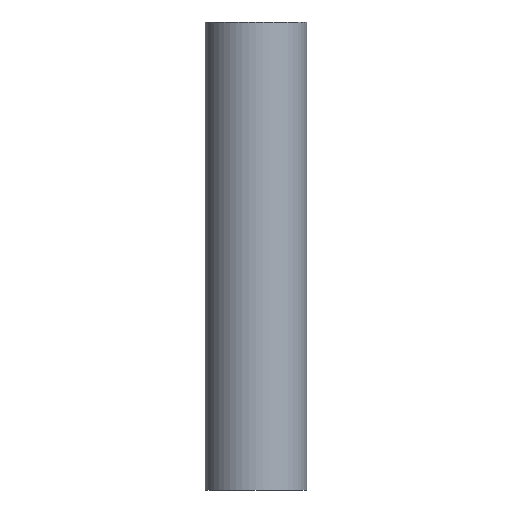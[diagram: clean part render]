
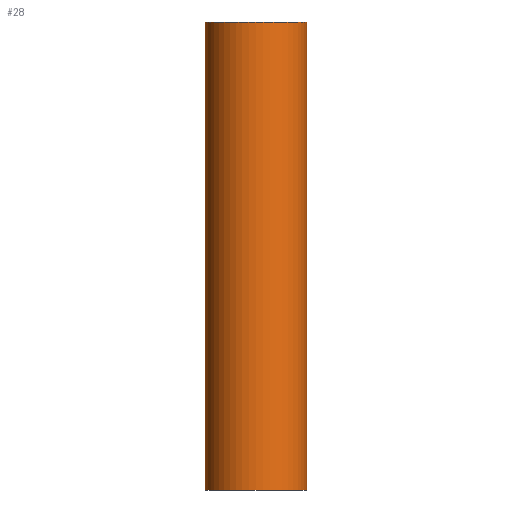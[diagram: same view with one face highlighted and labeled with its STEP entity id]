
A CAD part, front view. The second image highlights one B-rep face of the part: STEP entity #28.
In plain terms, the highlighted cylindrical face has radius 6 mm (diameter 12 mm), a partial arc.
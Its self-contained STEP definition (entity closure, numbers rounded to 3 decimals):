
#28 = ADVANCED_FACE('',(#29),#44,.T.);
#29 = FACE_BOUND('',#30,.F.);
#30 = EDGE_LOOP('',(#31,#67,#95,#124));
#31 = ORIENTED_EDGE('',*,*,#32,.F.);
#32 = EDGE_CURVE('',#33,#35,#37,.T.);
#33 = VERTEX_POINT('',#34);
#34 = CARTESIAN_POINT('',(-0.9,-6.125,1.8));
#35 = VERTEX_POINT('',#36);
#36 = CARTESIAN_POINT('',(0.9,-6.125,1.8));
#37 = SURFACE_CURVE('',#38,(#43,#55),.PCURVE_S1.);
#38 = CIRCLE('',#39,6.);
#39 = AXIS2_PLACEMENT_3D('',#40,#41,#42);
#40 = CARTESIAN_POINT('',(0.,-12.057,1.8));
#41 = DIRECTION('',(0.,0.,1.));
#42 = DIRECTION('',(-1.,0.,0.));
#43 = PCURVE('',#44,#49);
#44 = CYLINDRICAL_SURFACE('',#45,6.);
#45 = AXIS2_PLACEMENT_3D('',#46,#47,#48);
#46 = CARTESIAN_POINT('',(0.,-12.057,1.8));
#47 = DIRECTION('',(0.,0.,-1.));
#48 = DIRECTION('',(-1.,0.,0.));
#49 = DEFINITIONAL_REPRESENTATION('',(#50),#54);
#50 = LINE('',#51,#52);
#51 = CARTESIAN_POINT('',(-0.,0.));
#52 = VECTOR('',#53,1.);
#53 = DIRECTION('',(-1.,0.));
#54 = ( GEOMETRIC_REPRESENTATION_CONTEXT(2) 
PARAMETRIC_REPRESENTATION_CONTEXT() REPRESENTATION_CONTEXT('2D SPACE',''
  ) );
#55 = PCURVE('',#56,#61);
#56 = PLANE('',#57);
#57 = AXIS2_PLACEMENT_3D('',#58,#59,#60);
#58 = CARTESIAN_POINT('',(0.,-9.634,1.8));
#59 = DIRECTION('',(0.,0.,1.));
#60 = DIRECTION('',(-1.,0.,0.));
#61 = DEFINITIONAL_REPRESENTATION('',(#62),#66);
#62 = CIRCLE('',#63,6.);
#63 = AXIS2_PLACEMENT_2D('',#64,#65);
#64 = CARTESIAN_POINT('',(0.,2.424));
#65 = DIRECTION('',(1.,0.));
#66 = ( GEOMETRIC_REPRESENTATION_CONTEXT(2) 
PARAMETRIC_REPRESENTATION_CONTEXT() REPRESENTATION_CONTEXT('2D SPACE',''
  ) );
#67 = ORIENTED_EDGE('',*,*,#68,.F.);
#68 = EDGE_CURVE('',#69,#35,#71,.T.);
#69 = VERTEX_POINT('',#70);
#70 = CARTESIAN_POINT('',(0.9,-6.125,56.8));
#71 = SURFACE_CURVE('',#72,(#76,#83),.PCURVE_S1.);
#72 = LINE('',#73,#74);
#73 = CARTESIAN_POINT('',(0.9,-6.125,56.8));
#74 = VECTOR('',#75,1.);
#75 = DIRECTION('',(0.,0.,-1.));
#76 = PCURVE('',#44,#77);
#77 = DEFINITIONAL_REPRESENTATION('',(#78),#82);
#78 = LINE('',#79,#80);
#79 = CARTESIAN_POINT('',(-4.562,-55.));
#80 = VECTOR('',#81,1.);
#81 = DIRECTION('',(-0.,1.));
#82 = ( GEOMETRIC_REPRESENTATION_CONTEXT(2) 
PARAMETRIC_REPRESENTATION_CONTEXT() REPRESENTATION_CONTEXT('2D SPACE',''
  ) );
#83 = PCURVE('',#84,#89);
#84 = CYLINDRICAL_SURFACE('',#85,1.);
#85 = AXIS2_PLACEMENT_3D('',#86,#87,#88);
#86 = CARTESIAN_POINT('',(0.75,-7.114,56.8));
#87 = DIRECTION('',(0.,0.,-1.));
#88 = DIRECTION('',(0.15,0.989,0.));
#89 = DEFINITIONAL_REPRESENTATION('',(#90),#94);
#90 = LINE('',#91,#92);
#91 = CARTESIAN_POINT('',(0.,0.));
#92 = VECTOR('',#93,1.);
#93 = DIRECTION('',(0.,1.));
#94 = ( GEOMETRIC_REPRESENTATION_CONTEXT(2) 
PARAMETRIC_REPRESENTATION_CONTEXT() REPRESENTATION_CONTEXT('2D SPACE',''
  ) );
#95 = ORIENTED_EDGE('',*,*,#96,.T.);
#96 = EDGE_CURVE('',#97,#69,#99,.T.);
#97 = VERTEX_POINT('',#98);
#98 = CARTESIAN_POINT('',(-0.9,-6.125,56.8));
#99 = SURFACE_CURVE('',#100,(#105,#112),.PCURVE_S1.);
#100 = CIRCLE('',#101,6.);
#101 = AXIS2_PLACEMENT_3D('',#102,#103,#104);
#102 = CARTESIAN_POINT('',(0.,-12.057,56.8));
#103 = DIRECTION('',(0.,0.,1.));
#104 = DIRECTION('',(-1.,0.,0.));
#105 = PCURVE('',#44,#106);
#106 = DEFINITIONAL_REPRESENTATION('',(#107),#111);
#107 = LINE('',#108,#109);
#108 = CARTESIAN_POINT('',(-0.,-55.));
#109 = VECTOR('',#110,1.);
#110 = DIRECTION('',(-1.,0.));
#111 = ( GEOMETRIC_REPRESENTATION_CONTEXT(2) 
PARAMETRIC_REPRESENTATION_CONTEXT() REPRESENTATION_CONTEXT('2D SPACE',''
  ) );
#112 = PCURVE('',#113,#118);
#113 = PLANE('',#114);
#114 = AXIS2_PLACEMENT_3D('',#115,#116,#117);
#115 = CARTESIAN_POINT('',(0.,-9.634,56.8));
#116 = DIRECTION('',(0.,0.,1.));
#117 = DIRECTION('',(-1.,0.,0.));
#118 = DEFINITIONAL_REPRESENTATION('',(#119),#123);
#119 = CIRCLE('',#120,6.);
#120 = AXIS2_PLACEMENT_2D('',#121,#122);
#121 = CARTESIAN_POINT('',(0.,2.424));
#122 = DIRECTION('',(1.,0.));
#123 = ( GEOMETRIC_REPRESENTATION_CONTEXT(2) 
PARAMETRIC_REPRESENTATION_CONTEXT() REPRESENTATION_CONTEXT('2D SPACE',''
  ) );
#124 = ORIENTED_EDGE('',*,*,#125,.T.);
#125 = EDGE_CURVE('',#97,#33,#126,.T.);
#126 = SURFACE_CURVE('',#127,(#131,#138),.PCURVE_S1.);
#127 = LINE('',#128,#129);
#128 = CARTESIAN_POINT('',(-0.9,-6.125,56.8));
#129 = VECTOR('',#130,1.);
#130 = DIRECTION('',(0.,0.,-1.));
#131 = PCURVE('',#44,#132);
#132 = DEFINITIONAL_REPRESENTATION('',(#133),#137);
#133 = LINE('',#134,#135);
#134 = CARTESIAN_POINT('',(-4.863,-55.));
#135 = VECTOR('',#136,1.);
#136 = DIRECTION('',(-0.,1.));
#137 = ( GEOMETRIC_REPRESENTATION_CONTEXT(2) 
PARAMETRIC_REPRESENTATION_CONTEXT() REPRESENTATION_CONTEXT('2D SPACE',''
  ) );
#138 = PCURVE('',#139,#144);
#139 = CYLINDRICAL_SURFACE('',#140,1.);
#140 = AXIS2_PLACEMENT_3D('',#141,#142,#143);
#141 = CARTESIAN_POINT('',(-0.75,-7.114,56.8));
#142 = DIRECTION('',(0.,0.,-1.));
#143 = DIRECTION('',(-0.15,0.989,0.));
#144 = DEFINITIONAL_REPRESENTATION('',(#145),#149);
#145 = LINE('',#146,#147);
#146 = CARTESIAN_POINT('',(0.,0.));
#147 = VECTOR('',#148,1.);
#148 = DIRECTION('',(-0.,1.));
#149 = ( GEOMETRIC_REPRESENTATION_CONTEXT(2) 
PARAMETRIC_REPRESENTATION_CONTEXT() REPRESENTATION_CONTEXT('2D SPACE',''
  ) );
